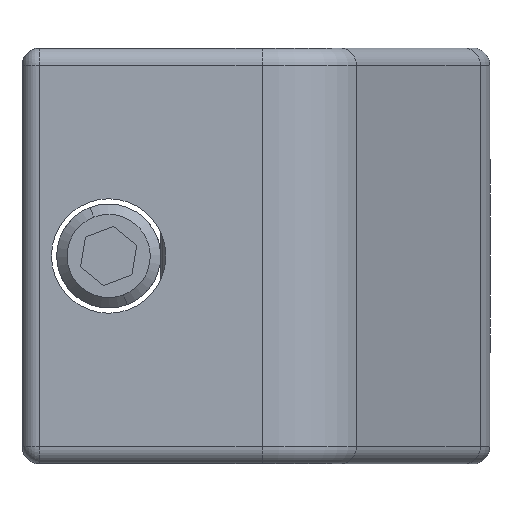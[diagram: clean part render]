
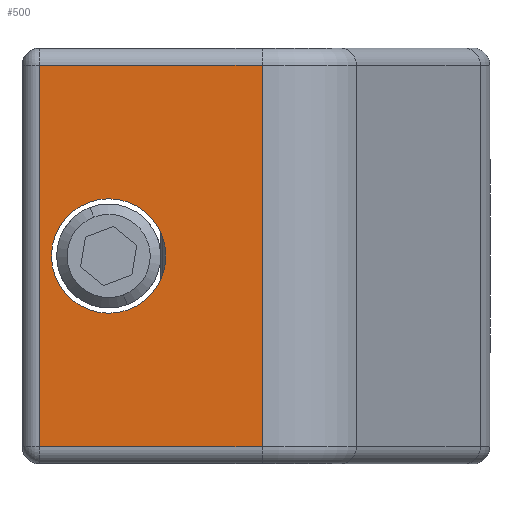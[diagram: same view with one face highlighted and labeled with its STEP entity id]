
A CAD part, left-side view. The second image highlights one B-rep face of the part: STEP entity #500.
In plain terms, the highlighted planar face has unit normal (-1, 0, 0).
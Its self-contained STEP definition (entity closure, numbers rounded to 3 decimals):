
#6 = DIRECTION ( 'NONE',  ( 0., 0., 1. ) ) ;
#28 = LINE ( 'NONE', #272, #1096 ) ;
#128 = VERTEX_POINT ( 'NONE', #240 ) ;
#146 = EDGE_CURVE ( 'NONE', #2453, #128, #2537, .T. ) ;
#155 = VERTEX_POINT ( 'NONE', #1913 ) ;
#240 = CARTESIAN_POINT ( 'NONE',  ( -22.5, 11., -1.65 ) ) ;
#245 = CIRCLE ( 'NONE', #1321, 1.65 ) ;
#272 = CARTESIAN_POINT ( 'NONE',  ( -22.5, 6.574, 6. ) ) ;
#282 = ORIENTED_EDGE ( 'NONE', *, *, #1333, .T. ) ;
#459 = DIRECTION ( 'NONE',  ( 0., 0., 1. ) ) ;
#462 = VECTOR ( 'NONE', #468, 1000. ) ;
#468 = DIRECTION ( 'NONE',  ( 0., 0., -1. ) ) ;
#492 = CARTESIAN_POINT ( 'NONE',  ( -22.5, 6.574, -5.5 ) ) ;
#493 = EDGE_LOOP ( 'NONE', ( #972, #2458 ) ) ;
#500 = ADVANCED_FACE ( 'NONE', ( #779, #3424 ), #1857, .F. ) ;
#634 = EDGE_CURVE ( 'NONE', #155, #1153, #1133, .T. ) ;
#670 = CARTESIAN_POINT ( 'NONE',  ( -22.5, 13., 5.5 ) ) ;
#740 = DIRECTION ( 'NONE',  ( 1., 0., 0. ) ) ;
#779 = FACE_BOUND ( 'NONE', #493, .T. ) ;
#855 = CARTESIAN_POINT ( 'NONE',  ( -22.5, 11., 0. ) ) ;
#865 = VERTEX_POINT ( 'NONE', #1279 ) ;
#965 = AXIS2_PLACEMENT_3D ( 'NONE', #855, #3012, #2464 ) ;
#972 = ORIENTED_EDGE ( 'NONE', *, *, #146, .F. ) ;
#1000 = DIRECTION ( 'NONE',  ( -1., 0., 0. ) ) ;
#1067 = CARTESIAN_POINT ( 'NONE',  ( -22.5, 6.574, 5.5 ) ) ;
#1096 = VECTOR ( 'NONE', #6, 1000. ) ;
#1114 = ORIENTED_EDGE ( 'NONE', *, *, #2281, .T. ) ;
#1133 = LINE ( 'NONE', #1947, #2092 ) ;
#1153 = VERTEX_POINT ( 'NONE', #492 ) ;
#1252 = VECTOR ( 'NONE', #2279, 1000. ) ;
#1279 = CARTESIAN_POINT ( 'NONE',  ( -22.5, 13., 5.5 ) ) ;
#1321 = AXIS2_PLACEMENT_3D ( 'NONE', #3412, #1000, #459 ) ;
#1333 = EDGE_CURVE ( 'NONE', #2751, #865, #2244, .T. ) ;
#1475 = AXIS2_PLACEMENT_3D ( 'NONE', #1574, #740, #3478 ) ;
#1542 = EDGE_LOOP ( 'NONE', ( #1607, #2840, #1114, #282 ) ) ;
#1574 = CARTESIAN_POINT ( 'NONE',  ( -22.5, 13.5, 6. ) ) ;
#1607 = ORIENTED_EDGE ( 'NONE', *, *, #3045, .T. ) ;
#1853 = CARTESIAN_POINT ( 'NONE',  ( -22.5, 13., 6. ) ) ;
#1857 = PLANE ( 'NONE',  #1475 ) ;
#1913 = CARTESIAN_POINT ( 'NONE',  ( -22.5, 13., -5.5 ) ) ;
#1947 = CARTESIAN_POINT ( 'NONE',  ( -22.5, 13.5, -5.5 ) ) ;
#1997 = DIRECTION ( 'NONE',  ( 0., -1., 0. ) ) ;
#2092 = VECTOR ( 'NONE', #1997, 1000. ) ;
#2244 = LINE ( 'NONE', #670, #1252 ) ;
#2279 = DIRECTION ( 'NONE',  ( 0., 1., 0. ) ) ;
#2281 = EDGE_CURVE ( 'NONE', #1153, #2751, #28, .T. ) ;
#2392 = EDGE_CURVE ( 'NONE', #128, #2453, #245, .T. ) ;
#2453 = VERTEX_POINT ( 'NONE', #3294 ) ;
#2458 = ORIENTED_EDGE ( 'NONE', *, *, #2392, .F. ) ;
#2464 = DIRECTION ( 'NONE',  ( 0., 0., 1. ) ) ;
#2537 = CIRCLE ( 'NONE', #965, 1.65 ) ;
#2751 = VERTEX_POINT ( 'NONE', #1067 ) ;
#2840 = ORIENTED_EDGE ( 'NONE', *, *, #634, .T. ) ;
#3012 = DIRECTION ( 'NONE',  ( -1., 0., 0. ) ) ;
#3045 = EDGE_CURVE ( 'NONE', #865, #155, #3195, .T. ) ;
#3195 = LINE ( 'NONE', #1853, #462 ) ;
#3294 = CARTESIAN_POINT ( 'NONE',  ( -22.5, 11., 1.65 ) ) ;
#3412 = CARTESIAN_POINT ( 'NONE',  ( -22.5, 11., 0. ) ) ;
#3424 = FACE_OUTER_BOUND ( 'NONE', #1542, .T. ) ;
#3478 = DIRECTION ( 'NONE',  ( 0., 0., -1. ) ) ;
